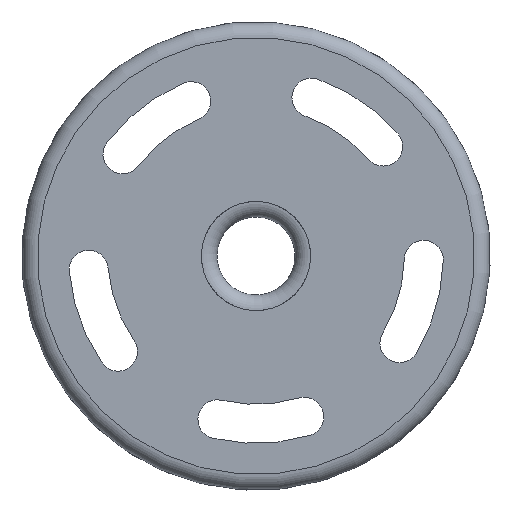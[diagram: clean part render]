
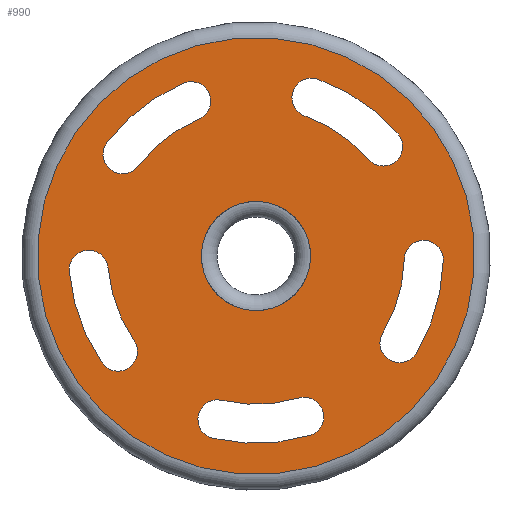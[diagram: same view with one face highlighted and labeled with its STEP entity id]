
A CAD part, front view. The second image highlights one B-rep face of the part: STEP entity #990.
In plain terms, the highlighted planar face has unit normal (0, -1, 0).
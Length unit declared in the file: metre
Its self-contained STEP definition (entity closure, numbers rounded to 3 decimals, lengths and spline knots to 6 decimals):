
#23=PLANE('',#1152);
#305=ORIENTED_EDGE('',*,*,#499,.T.);
#306=ORIENTED_EDGE('',*,*,#500,.T.);
#307=ORIENTED_EDGE('',*,*,#498,.T.);
#308=ORIENTED_EDGE('',*,*,#491,.T.);
#309=ORIENTED_EDGE('',*,*,#501,.T.);
#310=ORIENTED_EDGE('',*,*,#495,.T.);
#311=ORIENTED_EDGE('',*,*,#488,.T.);
#312=ORIENTED_EDGE('',*,*,#481,.T.);
#313=ORIENTED_EDGE('',*,*,#502,.T.);
#314=ORIENTED_EDGE('',*,*,#485,.T.);
#315=ORIENTED_EDGE('',*,*,#478,.T.);
#316=ORIENTED_EDGE('',*,*,#503,.T.);
#317=ORIENTED_EDGE('',*,*,#471,.T.);
#318=ORIENTED_EDGE('',*,*,#475,.T.);
#319=ORIENTED_EDGE('',*,*,#468,.T.);
#320=ORIENTED_EDGE('',*,*,#504,.T.);
#321=ORIENTED_EDGE('',*,*,#461,.T.);
#322=ORIENTED_EDGE('',*,*,#465,.T.);
#323=ORIENTED_EDGE('',*,*,#457,.T.);
#324=ORIENTED_EDGE('',*,*,#505,.T.);
#325=ORIENTED_EDGE('',*,*,#453,.T.);
#326=ORIENTED_EDGE('',*,*,#506,.T.);
#453=EDGE_CURVE('',#571,#570,#666,.T.);
#457=EDGE_CURVE('',#575,#574,#668,.T.);
#461=EDGE_CURVE('',#579,#578,#670,.T.);
#465=EDGE_CURVE('',#578,#581,#672,.T.);
#468=EDGE_CURVE('',#581,#583,#674,.T.);
#471=EDGE_CURVE('',#587,#586,#676,.T.);
#475=EDGE_CURVE('',#586,#589,#678,.T.);
#478=EDGE_CURVE('',#589,#591,#680,.T.);
#481=EDGE_CURVE('',#595,#594,#682,.T.);
#485=EDGE_CURVE('',#599,#598,#684,.T.);
#488=EDGE_CURVE('',#598,#595,#686,.T.);
#491=EDGE_CURVE('',#603,#602,#688,.T.);
#495=EDGE_CURVE('',#607,#606,#690,.T.);
#498=EDGE_CURVE('',#606,#603,#692,.T.);
#499=EDGE_CURVE('',#608,#608,#693,.T.);
#500=EDGE_CURVE('',#609,#609,#694,.T.);
#501=EDGE_CURVE('',#602,#607,#695,.T.);
#502=EDGE_CURVE('',#594,#599,#696,.T.);
#503=EDGE_CURVE('',#591,#587,#697,.T.);
#504=EDGE_CURVE('',#583,#579,#698,.T.);
#505=EDGE_CURVE('',#574,#571,#699,.T.);
#506=EDGE_CURVE('',#570,#575,#700,.T.);
#570=VERTEX_POINT('',#1695);
#571=VERTEX_POINT('',#1697);
#574=VERTEX_POINT('',#1704);
#575=VERTEX_POINT('',#1706);
#578=VERTEX_POINT('',#1713);
#579=VERTEX_POINT('',#1715);
#581=VERTEX_POINT('',#1721);
#583=VERTEX_POINT('',#1727);
#586=VERTEX_POINT('',#1734);
#587=VERTEX_POINT('',#1736);
#589=VERTEX_POINT('',#1742);
#591=VERTEX_POINT('',#1748);
#594=VERTEX_POINT('',#1755);
#595=VERTEX_POINT('',#1757);
#598=VERTEX_POINT('',#1764);
#599=VERTEX_POINT('',#1766);
#602=VERTEX_POINT('',#1776);
#603=VERTEX_POINT('',#1778);
#606=VERTEX_POINT('',#1785);
#607=VERTEX_POINT('',#1787);
#608=VERTEX_POINT('',#1794);
#609=VERTEX_POINT('',#1796);
#666=CIRCLE('',#1112,0.012);
#668=CIRCLE('',#1115,0.0095);
#670=CIRCLE('',#1118,0.012);
#672=CIRCLE('',#1121,0.00125);
#674=CIRCLE('',#1124,0.0095);
#676=CIRCLE('',#1127,0.012);
#678=CIRCLE('',#1130,0.00125);
#680=CIRCLE('',#1133,0.0095);
#682=CIRCLE('',#1136,0.012);
#684=CIRCLE('',#1139,0.0095);
#686=CIRCLE('',#1142,0.00125);
#688=CIRCLE('',#1145,0.012);
#690=CIRCLE('',#1148,0.0095);
#692=CIRCLE('',#1151,0.00125);
#693=CIRCLE('',#1153,0.0035);
#694=CIRCLE('',#1154,0.014);
#695=CIRCLE('',#1155,0.00125);
#696=CIRCLE('',#1156,0.00125);
#697=CIRCLE('',#1157,0.00125);
#698=CIRCLE('',#1158,0.00125);
#699=CIRCLE('',#1159,0.00125);
#700=CIRCLE('',#1160,0.00125);
#778=EDGE_LOOP('',(#305));
#779=EDGE_LOOP('',(#306));
#780=EDGE_LOOP('',(#307,#308,#309,#310));
#781=EDGE_LOOP('',(#311,#312,#313,#314));
#782=EDGE_LOOP('',(#315,#316,#317,#318));
#783=EDGE_LOOP('',(#319,#320,#321,#322));
#784=EDGE_LOOP('',(#323,#324,#325,#326));
#872=FACE_BOUND('',#778,.T.);
#873=FACE_BOUND('',#779,.T.);
#874=FACE_BOUND('',#780,.T.);
#875=FACE_BOUND('',#781,.T.);
#876=FACE_BOUND('',#782,.T.);
#877=FACE_BOUND('',#783,.T.);
#878=FACE_BOUND('',#784,.T.);
#990=ADVANCED_FACE('',(#872,#873,#874,#875,#876,#877,#878),#23,.T.);
#1112=AXIS2_PLACEMENT_3D('',#1696,#1377,#1378);
#1115=AXIS2_PLACEMENT_3D('',#1705,#1385,#1386);
#1118=AXIS2_PLACEMENT_3D('',#1714,#1393,#1394);
#1121=AXIS2_PLACEMENT_3D('',#1722,#1401,#1402);
#1124=AXIS2_PLACEMENT_3D('',#1728,#1408,#1409);
#1127=AXIS2_PLACEMENT_3D('',#1735,#1415,#1416);
#1130=AXIS2_PLACEMENT_3D('',#1743,#1423,#1424);
#1133=AXIS2_PLACEMENT_3D('',#1749,#1430,#1431);
#1136=AXIS2_PLACEMENT_3D('',#1756,#1437,#1438);
#1139=AXIS2_PLACEMENT_3D('',#1765,#1445,#1446);
#1142=AXIS2_PLACEMENT_3D('',#1770,#1452,#1453);
#1145=AXIS2_PLACEMENT_3D('',#1777,#1459,#1460);
#1148=AXIS2_PLACEMENT_3D('',#1786,#1467,#1468);
#1151=AXIS2_PLACEMENT_3D('',#1791,#1474,#1475);
#1152=AXIS2_PLACEMENT_3D('',#1792,#1476,#1477);
#1153=AXIS2_PLACEMENT_3D('',#1793,#1478,#1479);
#1154=AXIS2_PLACEMENT_3D('',#1795,#1480,#1481);
#1155=AXIS2_PLACEMENT_3D('',#1797,#1482,#1483);
#1156=AXIS2_PLACEMENT_3D('',#1798,#1484,#1485);
#1157=AXIS2_PLACEMENT_3D('',#1799,#1486,#1487);
#1158=AXIS2_PLACEMENT_3D('',#1800,#1488,#1489);
#1159=AXIS2_PLACEMENT_3D('',#1801,#1490,#1491);
#1160=AXIS2_PLACEMENT_3D('',#1802,#1492,#1493);
#1377=DIRECTION('',(0.,1.,0.));
#1378=DIRECTION('',(-0.563,0.,-0.826));
#1385=DIRECTION('',(0.,-1.,0.));
#1386=DIRECTION('',(-0.563,0.,-0.826));
#1393=DIRECTION('',(0.,1.,0.));
#1394=DIRECTION('',(-0.563,0.,-0.826));
#1401=DIRECTION('',(0.,1.,0.));
#1402=DIRECTION('',(-0.563,0.,-0.826));
#1408=DIRECTION('',(0.,-1.,0.));
#1409=DIRECTION('',(-0.563,0.,-0.826));
#1415=DIRECTION('',(0.,1.,0.));
#1416=DIRECTION('',(-0.563,0.,-0.826));
#1423=DIRECTION('',(0.,1.,0.));
#1424=DIRECTION('',(-0.563,0.,-0.826));
#1430=DIRECTION('',(0.,-1.,0.));
#1431=DIRECTION('',(-0.563,0.,-0.826));
#1437=DIRECTION('',(0.,1.,0.));
#1438=DIRECTION('',(-0.563,0.,-0.826));
#1445=DIRECTION('',(0.,-1.,0.));
#1446=DIRECTION('',(-0.563,0.,-0.826));
#1452=DIRECTION('',(0.,1.,0.));
#1453=DIRECTION('',(-0.563,0.,-0.826));
#1459=DIRECTION('',(0.,1.,0.));
#1460=DIRECTION('',(-0.563,0.,-0.826));
#1467=DIRECTION('',(0.,-1.,0.));
#1468=DIRECTION('',(-0.563,0.,-0.826));
#1474=DIRECTION('',(0.,1.,0.));
#1475=DIRECTION('',(-0.563,0.,-0.826));
#1476=DIRECTION('',(0.,-1.,0.));
#1477=DIRECTION('',(0.563,0.,0.826));
#1478=DIRECTION('',(0.,1.,0.));
#1479=DIRECTION('',(-0.563,0.,-0.826));
#1480=DIRECTION('',(0.,-1.,0.));
#1481=DIRECTION('',(0.563,0.,0.826));
#1482=DIRECTION('',(0.,1.,0.));
#1483=DIRECTION('',(-0.563,0.,-0.826));
#1484=DIRECTION('',(0.,1.,0.));
#1485=DIRECTION('',(-0.563,0.,-0.826));
#1486=DIRECTION('',(0.,1.,0.));
#1487=DIRECTION('',(-0.563,0.,-0.826));
#1488=DIRECTION('',(0.,1.,0.));
#1489=DIRECTION('',(-0.563,0.,-0.826));
#1490=DIRECTION('',(0.,1.,0.));
#1491=DIRECTION('',(-0.563,0.,-0.826));
#1492=DIRECTION('',(0.,1.,0.));
#1493=DIRECTION('',(-0.563,0.,-0.826));
#1695=CARTESIAN_POINT('',(0.009095,-0.01,0.007828));
#1696=CARTESIAN_POINT('',(0.,-0.01,0.));
#1697=CARTESIAN_POINT('',(0.003963,-0.01,0.011327));
#1704=CARTESIAN_POINT('',(0.003137,-0.01,0.008967));
#1705=CARTESIAN_POINT('',(0.,-0.01,0.));
#1706=CARTESIAN_POINT('',(0.007201,-0.01,0.006197));
#1713=CARTESIAN_POINT('',(-0.004634,-0.01,0.011069));
#1714=CARTESIAN_POINT('',(0.,-0.01,0.));
#1715=CARTESIAN_POINT('',(-0.009548,-0.01,0.007269));
#1721=CARTESIAN_POINT('',(-0.003669,-0.01,0.008763));
#1722=CARTESIAN_POINT('',(-0.004151,-0.01,0.009916));
#1727=CARTESIAN_POINT('',(-0.007559,-0.01,0.005755));
#1728=CARTESIAN_POINT('',(0.,-0.01,0.));
#1734=CARTESIAN_POINT('',(-0.011959,-0.01,-0.000987));
#1735=CARTESIAN_POINT('',(0.,-0.01,0.));
#1736=CARTESIAN_POINT('',(-0.009864,-0.01,-0.006834));
#1742=CARTESIAN_POINT('',(-0.009468,-0.01,-0.000781));
#1743=CARTESIAN_POINT('',(-0.010714,-0.01,-0.000884));
#1748=CARTESIAN_POINT('',(-0.007809,-0.01,-0.00541));
#1749=CARTESIAN_POINT('',(0.,-0.01,0.));
#1755=CARTESIAN_POINT('',(-0.002757,-0.01,-0.011679));
#1756=CARTESIAN_POINT('',(0.,-0.01,0.));
#1757=CARTESIAN_POINT('',(0.003452,-0.01,-0.011493));
#1764=CARTESIAN_POINT('',(0.002733,-0.01,-0.009099));
#1765=CARTESIAN_POINT('',(0.,-0.01,0.));
#1766=CARTESIAN_POINT('',(-0.002183,-0.01,-0.009246));
#1770=CARTESIAN_POINT('',(0.003092,-0.01,-0.010296));
#1776=CARTESIAN_POINT('',(0.010255,-0.01,-0.006231));
#1777=CARTESIAN_POINT('',(0.,-0.01,0.));
#1778=CARTESIAN_POINT('',(0.011997,-0.01,-0.000269));
#1785=CARTESIAN_POINT('',(0.009498,-0.01,-0.000213));
#1786=CARTESIAN_POINT('',(0.,-0.01,0.));
#1787=CARTESIAN_POINT('',(0.008119,-0.01,-0.004933));
#1791=CARTESIAN_POINT('',(0.010747,-0.01,-0.000241));
#1792=CARTESIAN_POINT('',(-0.012394,-0.01,0.008449));
#1793=CARTESIAN_POINT('',(0.,-0.01,0.));
#1794=CARTESIAN_POINT('',(-0.001972,-0.01,-0.002892));
#1795=CARTESIAN_POINT('',(0.,-0.01,0.));
#1796=CARTESIAN_POINT('',(0.007886,-0.01,0.011568));
#1797=CARTESIAN_POINT('',(0.009187,-0.01,-0.005582));
#1798=CARTESIAN_POINT('',(-0.00247,-0.01,-0.010462));
#1799=CARTESIAN_POINT('',(-0.008836,-0.01,-0.006122));
#1800=CARTESIAN_POINT('',(-0.008553,-0.01,0.006512));
#1801=CARTESIAN_POINT('',(0.00355,-0.01,0.010147));
#1802=CARTESIAN_POINT('',(0.008148,-0.01,0.007012));
